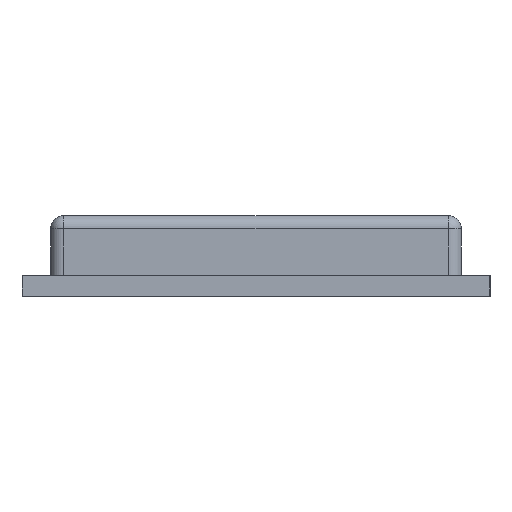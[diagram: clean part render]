
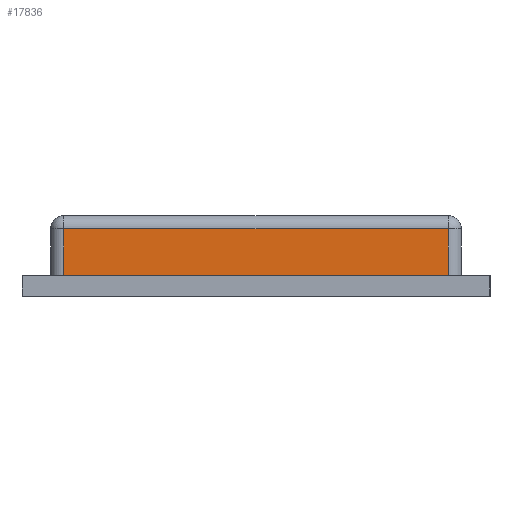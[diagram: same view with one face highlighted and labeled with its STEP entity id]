
A CAD part, front view. The second image highlights one B-rep face of the part: STEP entity #17836.
In plain terms, the highlighted planar face has unit normal (0, -1, 0).
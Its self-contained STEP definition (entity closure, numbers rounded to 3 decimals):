
#343 = VERTEX_POINT ( 'NONE', #20822 ) ;
#1090 = LINE ( 'NONE', #28886, #13386 ) ;
#3198 = DIRECTION ( 'NONE',  ( 0., 0., 1. ) ) ;
#3477 = CARTESIAN_POINT ( 'NONE',  ( 7.4, -5.85, 0.8 ) ) ;
#4320 = EDGE_CURVE ( 'NONE', #30618, #343, #23563, .T. ) ;
#4863 = ORIENTED_EDGE ( 'NONE', *, *, #13201, .T. ) ;
#7434 = VERTEX_POINT ( 'NONE', #26472 ) ;
#8339 = AXIS2_PLACEMENT_3D ( 'NONE', #33755, #19746, #3198 ) ;
#10007 = DIRECTION ( 'NONE',  ( -1., 0., 0. ) ) ;
#10655 = EDGE_CURVE ( 'NONE', #7434, #30618, #1090, .T. ) ;
#11155 = CARTESIAN_POINT ( 'NONE',  ( -7.9, -5.85, 0.8 ) ) ;
#13201 = EDGE_CURVE ( 'NONE', #35830, #7434, #26414, .T. ) ;
#13371 = FACE_OUTER_BOUND ( 'NONE', #21504, .T. ) ;
#13386 = VECTOR ( 'NONE', #10007, 1000. ) ;
#14207 = DIRECTION ( 'NONE',  ( 1., 0., 0. ) ) ;
#15182 = ORIENTED_EDGE ( 'NONE', *, *, #4320, .T. ) ;
#17836 = ADVANCED_FACE ( 'NONE', ( #13371 ), #24472, .F. ) ;
#19036 = VECTOR ( 'NONE', #20867, 1000. ) ;
#19615 = VECTOR ( 'NONE', #20797, 1000. ) ;
#19746 = DIRECTION ( 'NONE',  ( 0., 1., 0. ) ) ;
#20797 = DIRECTION ( 'NONE',  ( 0., 0., 1. ) ) ;
#20822 = CARTESIAN_POINT ( 'NONE',  ( -7.4, -5.85, 0.8 ) ) ;
#20867 = DIRECTION ( 'NONE',  ( 0., 0., -1. ) ) ;
#21504 = EDGE_LOOP ( 'NONE', ( #30999, #15182, #29519, #4863 ) ) ;
#23563 = LINE ( 'NONE', #34668, #19036 ) ;
#23670 = CARTESIAN_POINT ( 'NONE',  ( 7.4, -5.85, 29.852 ) ) ;
#24472 = PLANE ( 'NONE',  #8339 ) ;
#24515 = VECTOR ( 'NONE', #14207, 1000. ) ;
#26414 = LINE ( 'NONE', #23670, #19615 ) ;
#26472 = CARTESIAN_POINT ( 'NONE',  ( 7.4, -5.85, 2.6 ) ) ;
#27874 = LINE ( 'NONE', #11155, #24515 ) ;
#28886 = CARTESIAN_POINT ( 'NONE',  ( -7.9, -5.85, 2.6 ) ) ;
#29519 = ORIENTED_EDGE ( 'NONE', *, *, #32229, .T. ) ;
#30618 = VERTEX_POINT ( 'NONE', #31916 ) ;
#30999 = ORIENTED_EDGE ( 'NONE', *, *, #10655, .T. ) ;
#31916 = CARTESIAN_POINT ( 'NONE',  ( -7.4, -5.85, 2.6 ) ) ;
#32229 = EDGE_CURVE ( 'NONE', #343, #35830, #27874, .T. ) ;
#33755 = CARTESIAN_POINT ( 'NONE',  ( -7.9, -5.85, 29.852 ) ) ;
#34668 = CARTESIAN_POINT ( 'NONE',  ( -7.4, -5.85, 29.852 ) ) ;
#35830 = VERTEX_POINT ( 'NONE', #3477 ) ;
